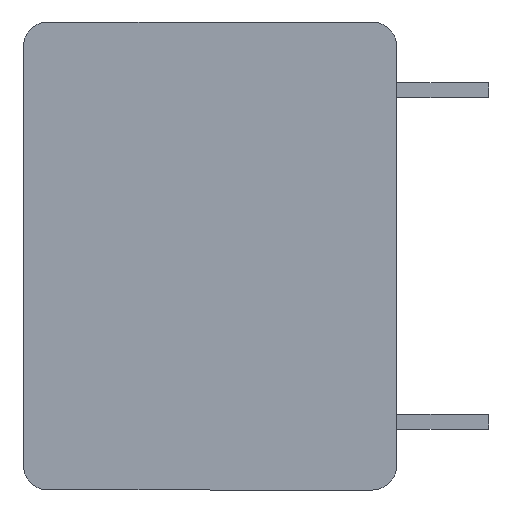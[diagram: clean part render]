
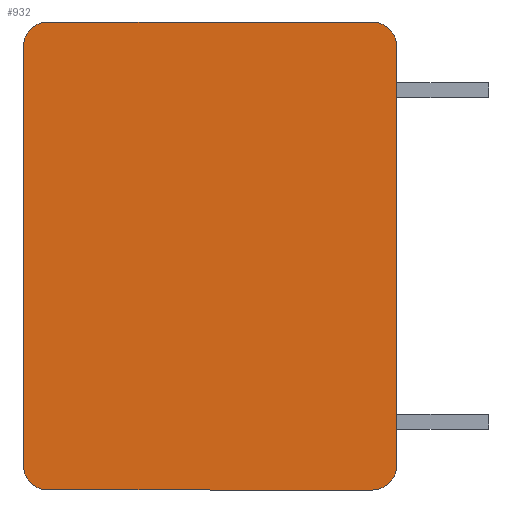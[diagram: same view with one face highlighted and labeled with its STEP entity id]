
A CAD part, left-side view. The second image highlights one B-rep face of the part: STEP entity #932.
In plain terms, the highlighted planar face has unit normal (-1, 0, 0).
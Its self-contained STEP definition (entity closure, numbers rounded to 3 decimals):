
#20 = CIRCLE ( 'NONE', #475, 0.824 ) ;
#25 = CARTESIAN_POINT ( 'NONE',  ( -13.7, 3.924, 6.5 ) ) ;
#39 = CARTESIAN_POINT ( 'NONE',  ( -13.7, 3.924, -8.476 ) ) ;
#69 = ORIENTED_EDGE ( 'NONE', *, *, #468, .T. ) ;
#77 = DIRECTION ( 'NONE',  ( 0., 0., -1. ) ) ;
#80 = ORIENTED_EDGE ( 'NONE', *, *, #144, .T. ) ;
#84 = DIRECTION ( 'NONE',  ( -1., 0., 0. ) ) ;
#99 = CIRCLE ( 'NONE', #262, 0.824 ) ;
#111 = DIRECTION ( 'NONE',  ( 0., 1., 0. ) ) ;
#138 = VERTEX_POINT ( 'NONE', #25 ) ;
#144 = EDGE_CURVE ( 'NONE', #138, #593, #616, .T. ) ;
#160 = VECTOR ( 'NONE', #226, 1000. ) ;
#167 = EDGE_CURVE ( 'NONE', #649, #221, #1244, .T. ) ;
#187 = DIRECTION ( 'NONE',  ( 0., -1., 0. ) ) ;
#190 = DIRECTION ( 'NONE',  ( 0., 0., 1. ) ) ;
#197 = CARTESIAN_POINT ( 'NONE',  ( -13.7, 3.924, -9.3 ) ) ;
#202 = CARTESIAN_POINT ( 'NONE',  ( -13.7, 14.876, -9.3 ) ) ;
#221 = VERTEX_POINT ( 'NONE', #857 ) ;
#226 = DIRECTION ( 'NONE',  ( 0., 0., 1. ) ) ;
#227 = ORIENTED_EDGE ( 'NONE', *, *, #705, .T. ) ;
#252 = ORIENTED_EDGE ( 'NONE', *, *, #566, .T. ) ;
#262 = AXIS2_PLACEMENT_3D ( 'NONE', #39, #639, #190 ) ;
#280 = CARTESIAN_POINT ( 'NONE',  ( -13.7, 3.924, 5.676 ) ) ;
#316 = ORIENTED_EDGE ( 'NONE', *, *, #389, .T. ) ;
#331 = CIRCLE ( 'NONE', #499, 0.824 ) ;
#361 = DIRECTION ( 'NONE',  ( -1., 0., 0. ) ) ;
#389 = EDGE_CURVE ( 'NONE', #221, #138, #1253, .T. ) ;
#447 = DIRECTION ( 'NONE',  ( -1., 0., 0. ) ) ;
#460 = VECTOR ( 'NONE', #111, 1000. ) ;
#468 = EDGE_CURVE ( 'NONE', #1047, #525, #906, .T. ) ;
#470 = FACE_OUTER_BOUND ( 'NONE', #1115, .T. ) ;
#475 = AXIS2_PLACEMENT_3D ( 'NONE', #1048, #361, #1161 ) ;
#499 = AXIS2_PLACEMENT_3D ( 'NONE', #603, #1112, #1137 ) ;
#525 = VERTEX_POINT ( 'NONE', #1035 ) ;
#535 = ORIENTED_EDGE ( 'NONE', *, *, #714, .T. ) ;
#566 = EDGE_CURVE ( 'NONE', #747, #649, #99, .T. ) ;
#572 = VECTOR ( 'NONE', #77, 1000. ) ;
#593 = VERTEX_POINT ( 'NONE', #945 ) ;
#603 = CARTESIAN_POINT ( 'NONE',  ( -13.7, 14.876, 5.676 ) ) ;
#616 = LINE ( 'NONE', #1019, #460 ) ;
#639 = DIRECTION ( 'NONE',  ( -1., 0., 0. ) ) ;
#649 = VERTEX_POINT ( 'NONE', #1232 ) ;
#705 = EDGE_CURVE ( 'NONE', #1178, #747, #1122, .T. ) ;
#714 = EDGE_CURVE ( 'NONE', #593, #1047, #331, .T. ) ;
#744 = VECTOR ( 'NONE', #187, 1000. ) ;
#747 = VERTEX_POINT ( 'NONE', #197 ) ;
#771 = CARTESIAN_POINT ( 'NONE',  ( -13.7, 3.924, 5.676 ) ) ;
#781 = PLANE ( 'NONE',  #1144 ) ;
#796 = EDGE_CURVE ( 'NONE', #525, #1178, #20, .T. ) ;
#857 = CARTESIAN_POINT ( 'NONE',  ( -13.7, 3.1, 5.676 ) ) ;
#906 = LINE ( 'NONE', #1214, #572 ) ;
#932 = ADVANCED_FACE ( 'NONE', ( #470 ), #781, .T. ) ;
#945 = CARTESIAN_POINT ( 'NONE',  ( -13.7, 14.876, 6.5 ) ) ;
#1001 = DIRECTION ( 'NONE',  ( 0., 0., 1. ) ) ;
#1019 = CARTESIAN_POINT ( 'NONE',  ( -13.7, 3.924, 6.5 ) ) ;
#1035 = CARTESIAN_POINT ( 'NONE',  ( -13.7, 15.7, -8.476 ) ) ;
#1047 = VERTEX_POINT ( 'NONE', #1201 ) ;
#1048 = CARTESIAN_POINT ( 'NONE',  ( -13.7, 14.876, -8.476 ) ) ;
#1070 = AXIS2_PLACEMENT_3D ( 'NONE', #280, #84, #1001 ) ;
#1112 = DIRECTION ( 'NONE',  ( -1., 0., 0. ) ) ;
#1115 = EDGE_LOOP ( 'NONE', ( #316, #80, #535, #69, #1128, #227, #252, #1270 ) ) ;
#1122 = LINE ( 'NONE', #202, #744 ) ;
#1128 = ORIENTED_EDGE ( 'NONE', *, *, #796, .T. ) ;
#1137 = DIRECTION ( 'NONE',  ( 0., 0., 1. ) ) ;
#1144 = AXIS2_PLACEMENT_3D ( 'NONE', #771, #447, #1179 ) ;
#1145 = CARTESIAN_POINT ( 'NONE',  ( -13.7, 14.876, -9.3 ) ) ;
#1149 = CARTESIAN_POINT ( 'NONE',  ( -13.7, 3.1, -8.476 ) ) ;
#1161 = DIRECTION ( 'NONE',  ( 0., 0., 1. ) ) ;
#1178 = VERTEX_POINT ( 'NONE', #1145 ) ;
#1179 = DIRECTION ( 'NONE',  ( 0., 0., 1. ) ) ;
#1201 = CARTESIAN_POINT ( 'NONE',  ( -13.7, 15.7, 5.676 ) ) ;
#1214 = CARTESIAN_POINT ( 'NONE',  ( -13.7, 15.7, 5.676 ) ) ;
#1232 = CARTESIAN_POINT ( 'NONE',  ( -13.7, 3.1, -8.476 ) ) ;
#1244 = LINE ( 'NONE', #1149, #160 ) ;
#1253 = CIRCLE ( 'NONE', #1070, 0.824 ) ;
#1270 = ORIENTED_EDGE ( 'NONE', *, *, #167, .T. ) ;
